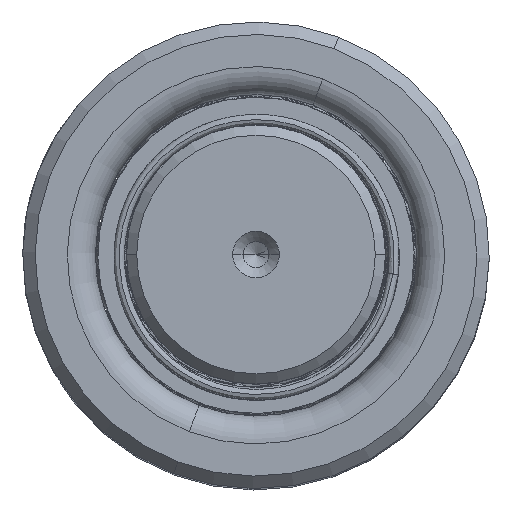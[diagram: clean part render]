
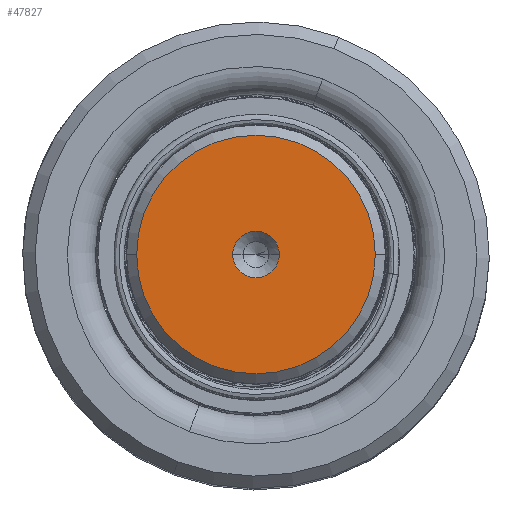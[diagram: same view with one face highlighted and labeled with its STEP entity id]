
A CAD part, top view. The second image highlights one B-rep face of the part: STEP entity #47827.
In plain terms, the highlighted planar face has unit normal (0, 0, 1).
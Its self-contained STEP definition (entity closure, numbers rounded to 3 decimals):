
#759 = CARTESIAN_POINT ( 'NONE',  ( 0., 0., 120. ) ) ;
#862 = CARTESIAN_POINT ( 'NONE',  ( 0., 0., 120. ) ) ;
#1068 = CARTESIAN_POINT ( 'NONE',  ( 0., 0., 120. ) ) ;
#1141 = DIRECTION ( 'NONE',  ( 0., 0., 1. ) ) ;
#2172 = CARTESIAN_POINT ( 'NONE',  ( -2.25, 0., 120. ) ) ;
#2815 = AXIS2_PLACEMENT_3D ( 'NONE', #50716, #1141, #41792 ) ;
#9087 = DIRECTION ( 'NONE',  ( 1., 0., 0. ) ) ;
#11232 = AXIS2_PLACEMENT_3D ( 'NONE', #22499, #54101, #9087 ) ;
#11424 = CARTESIAN_POINT ( 'NONE',  ( 11.509, 0., 120. ) ) ;
#11523 = CARTESIAN_POINT ( 'NONE',  ( 2.25, 0., 120. ) ) ;
#14867 = PLANE ( 'NONE',  #46560 ) ;
#15504 = ORIENTED_EDGE ( 'NONE', *, *, #15516, .T. ) ;
#15516 = EDGE_CURVE ( 'NONE', #31560, #56033, #38692, .T. ) ;
#18833 = DIRECTION ( 'NONE',  ( 0., 0., 1. ) ) ;
#20143 = AXIS2_PLACEMENT_3D ( 'NONE', #759, #36103, #45028 ) ;
#22499 = CARTESIAN_POINT ( 'NONE',  ( 0., 0., 120. ) ) ;
#23053 = CIRCLE ( 'NONE', #11232, 2.25 ) ;
#24982 = AXIS2_PLACEMENT_3D ( 'NONE', #1068, #18833, #50450 ) ;
#26866 = EDGE_LOOP ( 'NONE', ( #53291, #15504 ) ) ;
#30569 = VERTEX_POINT ( 'NONE', #2172 ) ;
#30899 = EDGE_CURVE ( 'NONE', #56033, #31560, #44575, .T. ) ;
#31560 = VERTEX_POINT ( 'NONE', #11424 ) ;
#32454 = DIRECTION ( 'NONE',  ( 0., 0., 1. ) ) ;
#36103 = DIRECTION ( 'NONE',  ( 0., 0., 1. ) ) ;
#36916 = FACE_OUTER_BOUND ( 'NONE', #26866, .T. ) ;
#38692 = CIRCLE ( 'NONE', #2815, 11.509 ) ;
#38837 = ORIENTED_EDGE ( 'NONE', *, *, #43622, .F. ) ;
#40711 = CARTESIAN_POINT ( 'NONE',  ( -11.509, 0., 120. ) ) ;
#41792 = DIRECTION ( 'NONE',  ( 1., 0., 0. ) ) ;
#43622 = EDGE_CURVE ( 'NONE', #30569, #55097, #23053, .T. ) ;
#44575 = CIRCLE ( 'NONE', #24982, 11.509 ) ;
#45028 = DIRECTION ( 'NONE',  ( 1., 0., 0. ) ) ;
#46154 = FACE_BOUND ( 'NONE', #46682, .T. ) ;
#46506 = DIRECTION ( 'NONE',  ( 1., 0., 0. ) ) ;
#46560 = AXIS2_PLACEMENT_3D ( 'NONE', #862, #32454, #46506 ) ;
#46682 = EDGE_LOOP ( 'NONE', ( #48293, #38837 ) ) ;
#47827 = ADVANCED_FACE ( 'NONE', ( #46154, #36916 ), #14867, .T. ) ;
#48293 = ORIENTED_EDGE ( 'NONE', *, *, #51281, .F. ) ;
#50450 = DIRECTION ( 'NONE',  ( 1., 0., 0. ) ) ;
#50716 = CARTESIAN_POINT ( 'NONE',  ( 0., 0., 120. ) ) ;
#51281 = EDGE_CURVE ( 'NONE', #55097, #30569, #57436, .T. ) ;
#53291 = ORIENTED_EDGE ( 'NONE', *, *, #30899, .T. ) ;
#54101 = DIRECTION ( 'NONE',  ( 0., 0., 1. ) ) ;
#55097 = VERTEX_POINT ( 'NONE', #11523 ) ;
#56033 = VERTEX_POINT ( 'NONE', #40711 ) ;
#57436 = CIRCLE ( 'NONE', #20143, 2.25 ) ;
